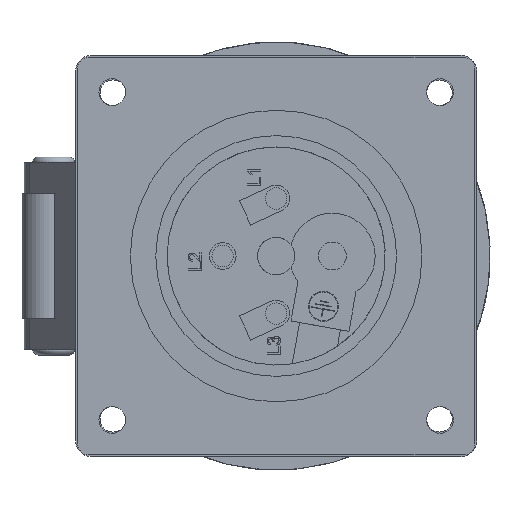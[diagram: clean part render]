
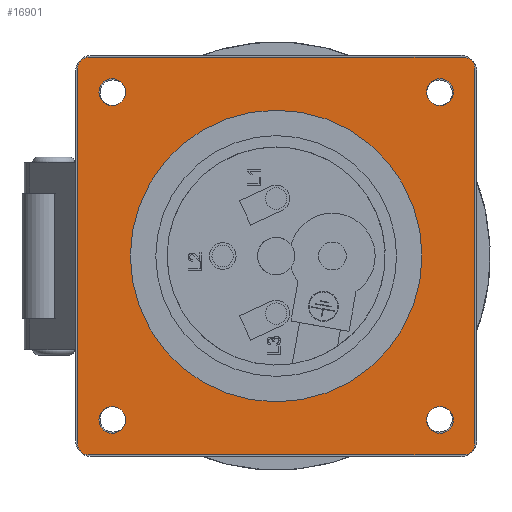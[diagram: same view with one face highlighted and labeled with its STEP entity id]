
A CAD part, left-side view. The second image highlights one B-rep face of the part: STEP entity #16901.
In plain terms, the highlighted face is planar.
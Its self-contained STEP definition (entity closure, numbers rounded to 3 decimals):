
#385 = CIRCLE ( 'NONE', #5568, 2.5 ) ;
#665 = VERTEX_POINT ( 'NONE', #19110 ) ;
#719 = AXIS2_PLACEMENT_3D ( 'NONE', #16567, #15238, #4393 ) ;
#969 = CARTESIAN_POINT ( 'NONE',  ( 27.25, 0., 2. ) ) ;
#1062 = CIRCLE ( 'NONE', #2976, 2. ) ;
#1224 = DIRECTION ( 'NONE',  ( -1., 0., 0. ) ) ;
#1587 = CARTESIAN_POINT ( 'NONE',  ( 30.625, 30.625, 2. ) ) ;
#1720 = CIRCLE ( 'NONE', #5604, 27.25 ) ;
#1883 = VERTEX_POINT ( 'NONE', #7360 ) ;
#2151 = DIRECTION ( 'NONE',  ( 0., 0., 1. ) ) ;
#2835 = EDGE_LOOP ( 'NONE', ( #3280 ) ) ;
#2976 = AXIS2_PLACEMENT_3D ( 'NONE', #12202, #5993, #8751 ) ;
#3004 = VECTOR ( 'NONE', #16452, 1000. ) ;
#3223 = EDGE_CURVE ( 'NONE', #8334, #6064, #12191, .T. ) ;
#3275 = CARTESIAN_POINT ( 'NONE',  ( 37.125, 35.125, 2. ) ) ;
#3280 = ORIENTED_EDGE ( 'NONE', *, *, #10709, .F. ) ;
#3372 = AXIS2_PLACEMENT_3D ( 'NONE', #1587, #20057, #7889 ) ;
#3700 = CIRCLE ( 'NONE', #3372, 2.5 ) ;
#3823 = CIRCLE ( 'NONE', #13216, 2.5 ) ;
#4074 = DIRECTION ( 'NONE',  ( 0., 0., 1. ) ) ;
#4393 = DIRECTION ( 'NONE',  ( -1., 0., 0. ) ) ;
#4473 = VERTEX_POINT ( 'NONE', #7887 ) ;
#4795 = EDGE_CURVE ( 'NONE', #665, #665, #385, .T. ) ;
#4832 = DIRECTION ( 'NONE',  ( 1., 0., 0. ) ) ;
#4874 = EDGE_CURVE ( 'NONE', #14466, #14466, #14981, .T. ) ;
#4945 = VECTOR ( 'NONE', #11266, 1000. ) ;
#5217 = EDGE_CURVE ( 'NONE', #12900, #17226, #11124, .T. ) ;
#5284 = CARTESIAN_POINT ( 'NONE',  ( -37.125, 37.125, 2. ) ) ;
#5461 = FACE_BOUND ( 'NONE', #2835, .T. ) ;
#5552 = EDGE_CURVE ( 'NONE', #6064, #6990, #1062, .T. ) ;
#5568 = AXIS2_PLACEMENT_3D ( 'NONE', #15061, #13834, #6101 ) ;
#5582 = LINE ( 'NONE', #10260, #3004 ) ;
#5591 = CARTESIAN_POINT ( 'NONE',  ( -30.625, -30.625, 2. ) ) ;
#5604 = AXIS2_PLACEMENT_3D ( 'NONE', #19379, #7110, #13300 ) ;
#5660 = AXIS2_PLACEMENT_3D ( 'NONE', #6612, #14022, #15655 ) ;
#5993 = DIRECTION ( 'NONE',  ( 0., 0., 1. ) ) ;
#6064 = VERTEX_POINT ( 'NONE', #13299 ) ;
#6101 = DIRECTION ( 'NONE',  ( 1., 0., 0. ) ) ;
#6544 = ORIENTED_EDGE ( 'NONE', *, *, #17503, .T. ) ;
#6612 = CARTESIAN_POINT ( 'NONE',  ( 35.125, -35.125, 2. ) ) ;
#6653 = CARTESIAN_POINT ( 'NONE',  ( 37.125, 37.125, 2. ) ) ;
#6786 = EDGE_CURVE ( 'NONE', #6990, #4473, #8346, .T. ) ;
#6806 = CARTESIAN_POINT ( 'NONE',  ( -37.125, 35.125, 2. ) ) ;
#6918 = DIRECTION ( 'NONE',  ( 0., -1., 0. ) ) ;
#6957 = VERTEX_POINT ( 'NONE', #969 ) ;
#6990 = VERTEX_POINT ( 'NONE', #6806 ) ;
#7110 = DIRECTION ( 'NONE',  ( 0., 0., 1. ) ) ;
#7119 = DIRECTION ( 'NONE',  ( 1., 0., 0. ) ) ;
#7360 = CARTESIAN_POINT ( 'NONE',  ( -35.125, -37.125, 2. ) ) ;
#7887 = CARTESIAN_POINT ( 'NONE',  ( -37.125, -35.125, 2. ) ) ;
#7889 = DIRECTION ( 'NONE',  ( 1., 0., 0. ) ) ;
#8121 = EDGE_CURVE ( 'NONE', #19741, #12900, #19910, .T. ) ;
#8299 = DIRECTION ( 'NONE',  ( 0., 0., 1. ) ) ;
#8334 = VERTEX_POINT ( 'NONE', #12285 ) ;
#8346 = LINE ( 'NONE', #5284, #16954 ) ;
#8649 = CARTESIAN_POINT ( 'NONE',  ( -35.125, -35.125, 2. ) ) ;
#8751 = DIRECTION ( 'NONE',  ( -1., 0., 0. ) ) ;
#9061 = CARTESIAN_POINT ( 'NONE',  ( 33.125, -30.625, 2. ) ) ;
#9455 = CIRCLE ( 'NONE', #719, 2. ) ;
#9508 = CARTESIAN_POINT ( 'NONE',  ( 30.625, -30.625, 2. ) ) ;
#10260 = CARTESIAN_POINT ( 'NONE',  ( 37.125, -37.125, 2. ) ) ;
#10709 = EDGE_CURVE ( 'NONE', #6957, #6957, #1720, .T. ) ;
#10729 = EDGE_CURVE ( 'NONE', #1883, #19741, #5582, .T. ) ;
#10783 = ORIENTED_EDGE ( 'NONE', *, *, #10729, .T. ) ;
#10831 = ORIENTED_EDGE ( 'NONE', *, *, #5217, .T. ) ;
#11124 = LINE ( 'NONE', #6653, #13681 ) ;
#11266 = DIRECTION ( 'NONE',  ( -1., 0., 0. ) ) ;
#11766 = FACE_BOUND ( 'NONE', #19045, .T. ) ;
#12010 = VERTEX_POINT ( 'NONE', #9061 ) ;
#12164 = EDGE_CURVE ( 'NONE', #12220, #12220, #3700, .T. ) ;
#12167 = ORIENTED_EDGE ( 'NONE', *, *, #14167, .F. ) ;
#12191 = LINE ( 'NONE', #17146, #4945 ) ;
#12202 = CARTESIAN_POINT ( 'NONE',  ( -35.125, 35.125, 2. ) ) ;
#12220 = VERTEX_POINT ( 'NONE', #18485 ) ;
#12285 = CARTESIAN_POINT ( 'NONE',  ( 35.125, 37.125, 2. ) ) ;
#12900 = VERTEX_POINT ( 'NONE', #16040 ) ;
#13018 = ORIENTED_EDGE ( 'NONE', *, *, #3223, .T. ) ;
#13151 = CARTESIAN_POINT ( 'NONE',  ( -28.125, -30.625, 2. ) ) ;
#13160 = CIRCLE ( 'NONE', #19940, 2. ) ;
#13189 = FACE_OUTER_BOUND ( 'NONE', #16852, .T. ) ;
#13216 = AXIS2_PLACEMENT_3D ( 'NONE', #9508, #8299, #4832 ) ;
#13299 = CARTESIAN_POINT ( 'NONE',  ( -35.125, 37.125, 2. ) ) ;
#13300 = DIRECTION ( 'NONE',  ( 1., 0., 0. ) ) ;
#13381 = CARTESIAN_POINT ( 'NONE',  ( 0., 0., 2. ) ) ;
#13681 = VECTOR ( 'NONE', #17318, 1000. ) ;
#13682 = EDGE_LOOP ( 'NONE', ( #13844 ) ) ;
#13812 = AXIS2_PLACEMENT_3D ( 'NONE', #13381, #20053, #17022 ) ;
#13834 = DIRECTION ( 'NONE',  ( 0., 0., 1. ) ) ;
#13844 = ORIENTED_EDGE ( 'NONE', *, *, #4795, .F. ) ;
#14022 = DIRECTION ( 'NONE',  ( 0., 0., 1. ) ) ;
#14167 = EDGE_CURVE ( 'NONE', #12010, #12010, #3823, .T. ) ;
#14188 = ORIENTED_EDGE ( 'NONE', *, *, #4874, .F. ) ;
#14466 = VERTEX_POINT ( 'NONE', #13151 ) ;
#14981 = CIRCLE ( 'NONE', #18842, 2.5 ) ;
#15061 = CARTESIAN_POINT ( 'NONE',  ( -30.625, 30.625, 2. ) ) ;
#15238 = DIRECTION ( 'NONE',  ( 0., 0., 1. ) ) ;
#15254 = ORIENTED_EDGE ( 'NONE', *, *, #8121, .T. ) ;
#15407 = ORIENTED_EDGE ( 'NONE', *, *, #15829, .T. ) ;
#15655 = DIRECTION ( 'NONE',  ( -1., 0., 0. ) ) ;
#15818 = CARTESIAN_POINT ( 'NONE',  ( 35.125, -37.125, 2. ) ) ;
#15829 = EDGE_CURVE ( 'NONE', #4473, #1883, #13160, .T. ) ;
#16040 = CARTESIAN_POINT ( 'NONE',  ( 37.125, -35.125, 2. ) ) ;
#16295 = ORIENTED_EDGE ( 'NONE', *, *, #5552, .T. ) ;
#16337 = FACE_BOUND ( 'NONE', #18782, .T. ) ;
#16452 = DIRECTION ( 'NONE',  ( 1., 0., 0. ) ) ;
#16567 = CARTESIAN_POINT ( 'NONE',  ( 35.125, 35.125, 2. ) ) ;
#16852 = EDGE_LOOP ( 'NONE', ( #10783, #15254, #10831, #6544, #13018, #16295, #19517, #15407 ) ) ;
#16901 = ADVANCED_FACE ( 'NONE', ( #13189, #5461, #19457, #11766, #17847, #16337 ), #17953, .F. ) ;
#16954 = VECTOR ( 'NONE', #6918, 1000. ) ;
#17022 = DIRECTION ( 'NONE',  ( -1., 0., 0. ) ) ;
#17146 = CARTESIAN_POINT ( 'NONE',  ( 37.125, 37.125, 2. ) ) ;
#17226 = VERTEX_POINT ( 'NONE', #3275 ) ;
#17318 = DIRECTION ( 'NONE',  ( 0., 1., 0. ) ) ;
#17323 = EDGE_LOOP ( 'NONE', ( #12167 ) ) ;
#17503 = EDGE_CURVE ( 'NONE', #17226, #8334, #9455, .T. ) ;
#17847 = FACE_BOUND ( 'NONE', #17323, .T. ) ;
#17953 = PLANE ( 'NONE',  #13812 ) ;
#18485 = CARTESIAN_POINT ( 'NONE',  ( 33.125, 30.625, 2. ) ) ;
#18782 = EDGE_LOOP ( 'NONE', ( #14188 ) ) ;
#18842 = AXIS2_PLACEMENT_3D ( 'NONE', #5591, #2151, #7119 ) ;
#19045 = EDGE_LOOP ( 'NONE', ( #19464 ) ) ;
#19110 = CARTESIAN_POINT ( 'NONE',  ( -28.125, 30.625, 2. ) ) ;
#19379 = CARTESIAN_POINT ( 'NONE',  ( 0., 0., 2. ) ) ;
#19457 = FACE_BOUND ( 'NONE', #13682, .T. ) ;
#19464 = ORIENTED_EDGE ( 'NONE', *, *, #12164, .F. ) ;
#19517 = ORIENTED_EDGE ( 'NONE', *, *, #6786, .T. ) ;
#19741 = VERTEX_POINT ( 'NONE', #15818 ) ;
#19910 = CIRCLE ( 'NONE', #5660, 2. ) ;
#19940 = AXIS2_PLACEMENT_3D ( 'NONE', #8649, #4074, #1224 ) ;
#20053 = DIRECTION ( 'NONE',  ( 0., 0., -1. ) ) ;
#20057 = DIRECTION ( 'NONE',  ( 0., 0., 1. ) ) ;
